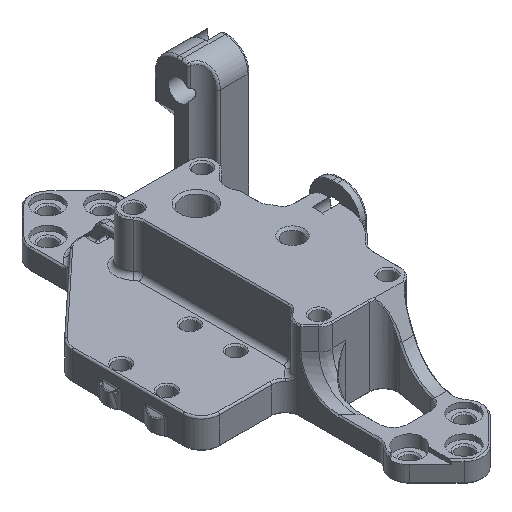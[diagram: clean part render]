
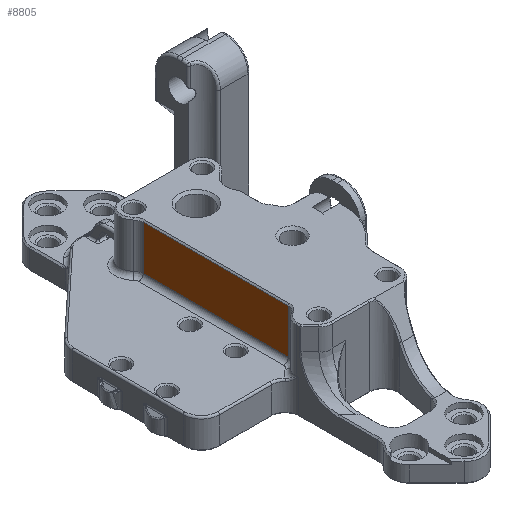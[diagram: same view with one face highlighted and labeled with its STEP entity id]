
A CAD part, isometric view. The second image highlights one B-rep face of the part: STEP entity #8805.
In plain terms, the highlighted planar face has unit normal (-1, 0, 0).
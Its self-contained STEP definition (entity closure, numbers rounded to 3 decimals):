
#933=FACE_OUTER_BOUND('',#1511,.T.);
#1511=EDGE_LOOP('',(#6969,#6970,#6971,#6972));
#2512=LINE('',#16983,#3132);
#2678=LINE('',#17882,#3298);
#2679=LINE('',#17884,#3299);
#2680=LINE('',#17885,#3300);
#3132=VECTOR('',#10892,1.);
#3298=VECTOR('',#11504,1.);
#3299=VECTOR('',#11505,1.);
#3300=VECTOR('',#11506,1.);
#3653=VERTEX_POINT('',#13289);
#3850=VERTEX_POINT('',#16967);
#4027=VERTEX_POINT('',#17881);
#4028=VERTEX_POINT('',#17883);
#4776=EDGE_CURVE('',#3850,#3653,#2512,.T.);
#5072=EDGE_CURVE('',#3653,#4027,#2678,.T.);
#5073=EDGE_CURVE('',#4027,#4028,#2679,.T.);
#5074=EDGE_CURVE('',#4028,#3850,#2680,.T.);
#6969=ORIENTED_EDGE('',*,*,#5072,.T.);
#6970=ORIENTED_EDGE('',*,*,#5073,.T.);
#6971=ORIENTED_EDGE('',*,*,#5074,.T.);
#6972=ORIENTED_EDGE('',*,*,#4776,.T.);
#8495=PLANE('',#9633);
#8805=ADVANCED_FACE('',(#933),#8495,.F.);
#9633=AXIS2_PLACEMENT_3D('',#17880,#11502,#11503);
#10892=DIRECTION('',(0.,0.,1.));
#11502=DIRECTION('center_axis',(1.,0.,0.));
#11503=DIRECTION('ref_axis',(0.,0.,
1.));
#11504=DIRECTION('',(0.,1.,0.));
#11505=DIRECTION('',(0.,0.,-1.));
#11506=DIRECTION('',(0.,-1.,0.));
#13289=CARTESIAN_POINT('',(111.575,94.725,282.291));
#16967=CARTESIAN_POINT('',(111.575,94.725,272.591));
#16983=CARTESIAN_POINT('',(111.575,94.725,282.591));
#17880=CARTESIAN_POINT('Origin',(111.575,127.426,282.591));
#17881=CARTESIAN_POINT('',(111.575,126.453,282.291));
#17882=CARTESIAN_POINT('',(111.575,126.453,282.291));
#17883=CARTESIAN_POINT('',(111.575,126.453,272.591));
#17884=CARTESIAN_POINT('',(111.575,126.453,271.591));
#17885=CARTESIAN_POINT('',(111.575,94.725,272.591));
